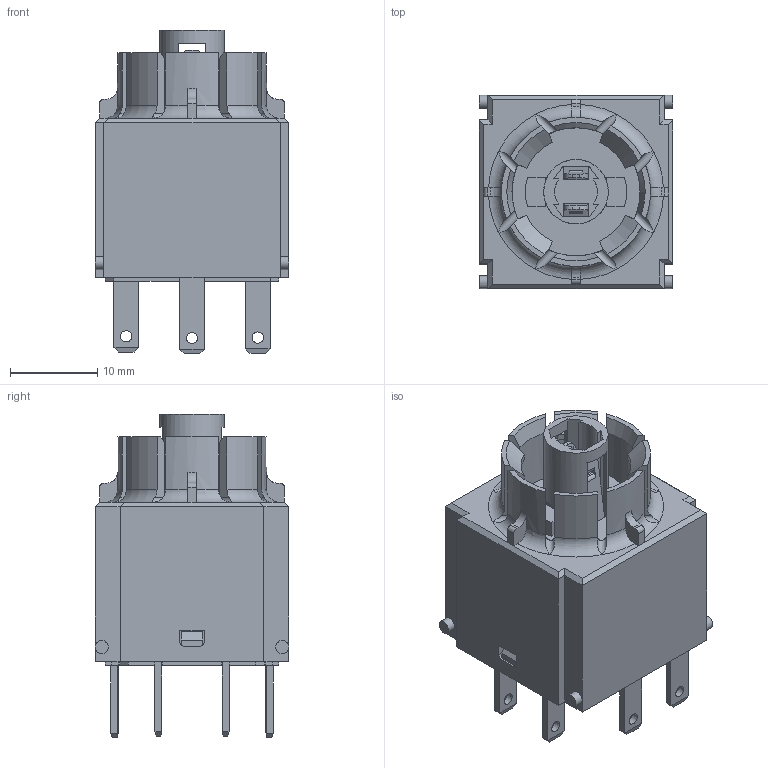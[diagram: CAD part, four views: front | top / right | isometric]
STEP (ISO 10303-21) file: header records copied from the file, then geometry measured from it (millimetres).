
FILE_DESCRIPTION(/* description */ (''),/* implementation_level */ '2;1');
FILE_NAME(/* name */ 'BZLOI5_ipt.stp',/* time_stamp */ '2017-03-31T08:06:26+02:00',/* author */ ('ahoffmann'),/* organization */ (''),/* preprocessor_version */ 'ST-DEVELOPER v16.1',/* originating_system */ 'Autodesk Inventor 2016',/* authorisation */ '');
FILE_SCHEMA (('AUTOMOTIVE_DESIGN { 1 0 10303 214 3 1 1 }'));
Length unit declared in the file: centimetre
Products named in the file (1): BZLOI5_vereinfacht
Bounding box: 22.2 x 22.2 x 37.11 mm (x, y, z)
Volume: 9578.2 mm3; surface area: 4963.4 mm2
Topology: 1 solids, 1 shells, 774 faces, 2170 edges, 1422 vertices
Faces by surface type: plane 464, bspline 216, cylinder 66, torus 20, cone 8
Full cylindrical faces by diameter (mm): 1.3 x6, 1.5 x4, 7.4 x1, 14.7 x1
Entity records: 26174 total; most frequent: CARTESIAN_POINT 7795, ORIENTED_EDGE 4304, DIRECTION 2912, EDGE_CURVE 2152, LINE 1454, VECTOR 1454, VERTEX_POINT 1416, EDGE_LOOP 854
